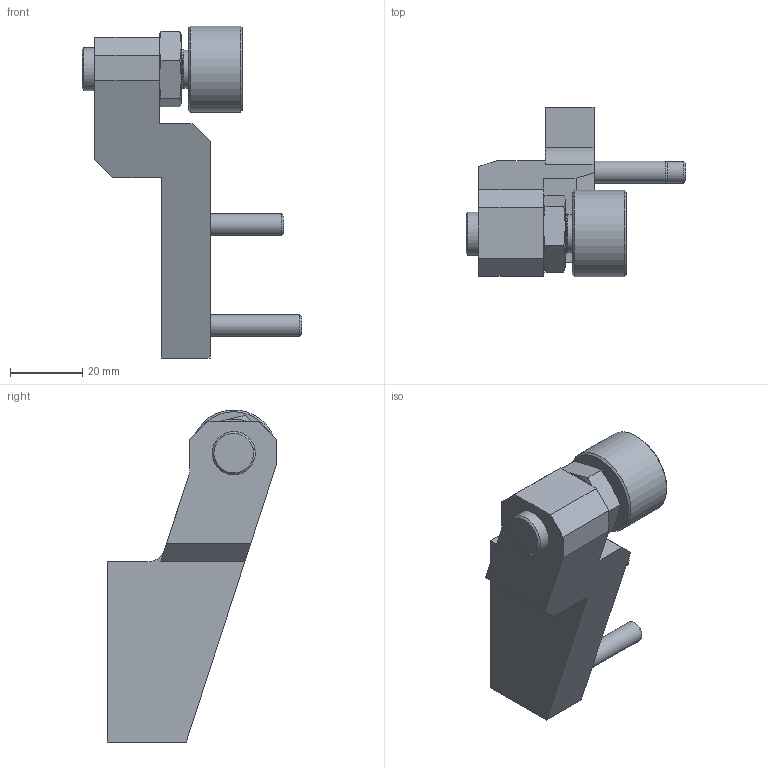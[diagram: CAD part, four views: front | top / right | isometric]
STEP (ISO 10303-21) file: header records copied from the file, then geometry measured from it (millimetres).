
FILE_DESCRIPTION(/* description */ (''),/* implementation_level */ '2;1');
FILE_NAME(/* name */ 'W9990516_stp.stp',/* time_stamp */ '2013-02-12T11:26:51+01:00',/* author */ (''),/* organization */ (''),/* preprocessor_version */ 'ST-DEVELOPER v11',/* originating_system */ 'SIEMENS PLM Software NX 7.5',/* authorisation */ '');
FILE_SCHEMA (('AUTOMOTIVE_DESIGN { 1 0 10303 214 1 1 1 1 }'));
Length unit declared in the file: millimetre
Products named in the file (1): reic32343hgd
Bounding box: 61 x 47.13 x 92.15 mm (x, y, z)
Volume: 54010.7 mm3; surface area: 13885.5 mm2
Topology: 2 solids, 2 shells, 58 faces, 132 edges, 82 vertices
Faces by surface type: plane 32, cone 18, cylinder 7, torus 1
Full cylindrical faces by diameter (mm): 6 x2, 10.5 x1, 12 x1, 24 x1
Entity records: 1574 total; most frequent: CARTESIAN_POINT 327, DIRECTION 246, ORIENTED_EDGE 234, EDGE_CURVE 117, AXIS2_PLACEMENT_3D 94, VERTEX_POINT 79, EDGE_LOOP 74, LINE 58
